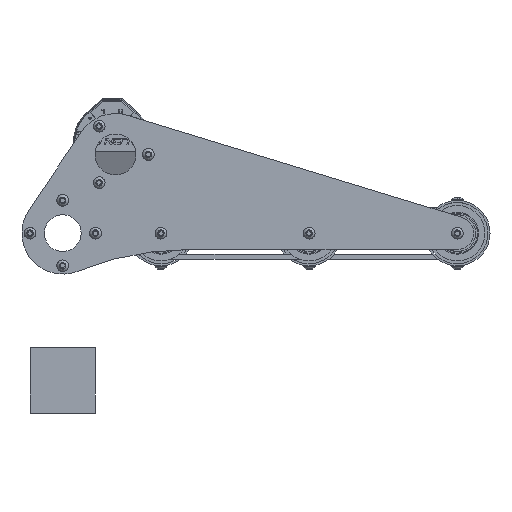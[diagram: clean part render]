
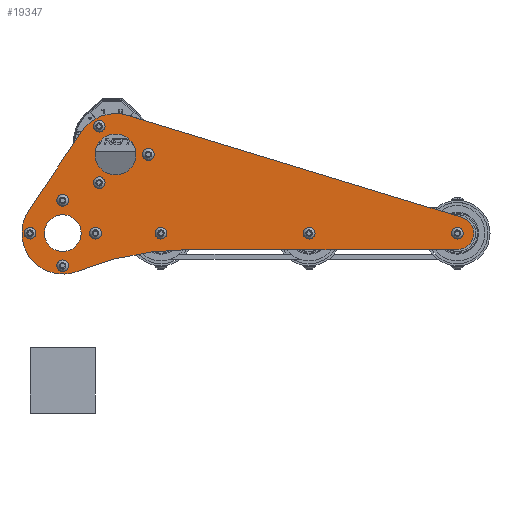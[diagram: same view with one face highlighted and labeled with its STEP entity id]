
A CAD part, left-side view. The second image highlights one B-rep face of the part: STEP entity #19347.
In plain terms, the highlighted planar face has unit normal (-1, 0, 0).
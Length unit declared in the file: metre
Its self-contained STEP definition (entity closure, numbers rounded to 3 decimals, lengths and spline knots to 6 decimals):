
#1282=LINE('',#36276,#2903);
#1287=LINE('',#36294,#2908);
#1291=LINE('',#36361,#2912);
#2903=VECTOR('',#24283,1.);
#2908=VECTOR('',#24302,1.);
#2912=VECTOR('',#24380,1.);
#4548=PLANE('',#21546);
#6583=ORIENTED_EDGE('',*,*,#11295,.T.);
#6584=ORIENTED_EDGE('',*,*,#11336,.F.);
#6585=ORIENTED_EDGE('',*,*,#11311,.F.);
#6586=ORIENTED_EDGE('',*,*,#11308,.F.);
#6587=ORIENTED_EDGE('',*,*,#11305,.F.);
#6588=ORIENTED_EDGE('',*,*,#11302,.T.);
#6589=ORIENTED_EDGE('',*,*,#11299,.F.);
#6590=ORIENTED_EDGE('',*,*,#11335,.T.);
#6591=ORIENTED_EDGE('',*,*,#11333,.T.);
#6592=ORIENTED_EDGE('',*,*,#11331,.T.);
#6593=ORIENTED_EDGE('',*,*,#11329,.T.);
#6594=ORIENTED_EDGE('',*,*,#11327,.T.);
#6595=ORIENTED_EDGE('',*,*,#11325,.T.);
#6596=ORIENTED_EDGE('',*,*,#11323,.T.);
#6597=ORIENTED_EDGE('',*,*,#11321,.T.);
#6598=ORIENTED_EDGE('',*,*,#11319,.T.);
#6599=ORIENTED_EDGE('',*,*,#11317,.T.);
#6600=ORIENTED_EDGE('',*,*,#11315,.T.);
#6601=ORIENTED_EDGE('',*,*,#11339,.T.);
#11295=EDGE_CURVE('',#13826,#13827,#15262,.T.);
#11299=EDGE_CURVE('',#13826,#13830,#1282,.T.);
#11302=EDGE_CURVE('',#13832,#13830,#15264,.T.);
#11305=EDGE_CURVE('',#13832,#13834,#15266,.T.);
#11308=EDGE_CURVE('',#13834,#13836,#1287,.T.);
#11311=EDGE_CURVE('',#13836,#13838,#15268,.T.);
#11315=EDGE_CURVE('',#13841,#13841,#15271,.T.);
#11317=EDGE_CURVE('',#13843,#13843,#15273,.T.);
#11319=EDGE_CURVE('',#13845,#13845,#15275,.T.);
#11321=EDGE_CURVE('',#13847,#13847,#15277,.T.);
#11323=EDGE_CURVE('',#13849,#13849,#15279,.T.);
#11325=EDGE_CURVE('',#13851,#13851,#15281,.T.);
#11327=EDGE_CURVE('',#13853,#13853,#15283,.T.);
#11329=EDGE_CURVE('',#13855,#13855,#15285,.T.);
#11331=EDGE_CURVE('',#13857,#13857,#15287,.T.);
#11333=EDGE_CURVE('',#13859,#13859,#15289,.T.);
#11335=EDGE_CURVE('',#13861,#13861,#15291,.T.);
#11336=EDGE_CURVE('',#13838,#13827,#1291,.T.);
#11339=EDGE_CURVE('',#13863,#13863,#15293,.T.);
#13826=VERTEX_POINT('',#36268);
#13827=VERTEX_POINT('',#36269);
#13830=VERTEX_POINT('',#36277);
#13832=VERTEX_POINT('',#36283);
#13834=VERTEX_POINT('',#36289);
#13836=VERTEX_POINT('',#36295);
#13838=VERTEX_POINT('',#36301);
#13841=VERTEX_POINT('',#36309);
#13843=VERTEX_POINT('',#36314);
#13845=VERTEX_POINT('',#36319);
#13847=VERTEX_POINT('',#36324);
#13849=VERTEX_POINT('',#36329);
#13851=VERTEX_POINT('',#36334);
#13853=VERTEX_POINT('',#36339);
#13855=VERTEX_POINT('',#36344);
#13857=VERTEX_POINT('',#36349);
#13859=VERTEX_POINT('',#36354);
#13861=VERTEX_POINT('',#36359);
#13863=VERTEX_POINT('',#36367);
#15262=CIRCLE('',#21495,0.0127);
#15264=CIRCLE('',#21499,0.2286);
#15266=CIRCLE('',#21502,0.03175);
#15268=CIRCLE('',#21506,0.03175);
#15271=CIRCLE('',#21510,0.002489);
#15273=CIRCLE('',#21513,0.002489);
#15275=CIRCLE('',#21516,0.015875);
#15277=CIRCLE('',#21519,0.002489);
#15279=CIRCLE('',#21522,0.002489);
#15281=CIRCLE('',#21525,0.002489);
#15283=CIRCLE('',#21528,0.014288);
#15285=CIRCLE('',#21531,0.002489);
#15287=CIRCLE('',#21534,0.002489);
#15289=CIRCLE('',#21537,0.002489);
#15291=CIRCLE('',#21540,0.002489);
#15293=CIRCLE('',#21544,0.002489);
#16340=EDGE_LOOP('',(#6583,#6584,#6585,#6586,#6587,#6588,#6589));
#16341=EDGE_LOOP('',(#6590));
#16342=EDGE_LOOP('',(#6591));
#16343=EDGE_LOOP('',(#6592));
#16344=EDGE_LOOP('',(#6593));
#16345=EDGE_LOOP('',(#6594));
#16346=EDGE_LOOP('',(#6595));
#16347=EDGE_LOOP('',(#6596));
#16348=EDGE_LOOP('',(#6597));
#16349=EDGE_LOOP('',(#6598));
#16350=EDGE_LOOP('',(#6599));
#16351=EDGE_LOOP('',(#6600));
#16352=EDGE_LOOP('',(#6601));
#17686=FACE_BOUND('',#16340,.T.);
#17687=FACE_BOUND('',#16341,.T.);
#17688=FACE_BOUND('',#16342,.T.);
#17689=FACE_BOUND('',#16343,.T.);
#17690=FACE_BOUND('',#16344,.T.);
#17691=FACE_BOUND('',#16345,.T.);
#17692=FACE_BOUND('',#16346,.T.);
#17693=FACE_BOUND('',#16347,.T.);
#17694=FACE_BOUND('',#16348,.T.);
#17695=FACE_BOUND('',#16349,.T.);
#17696=FACE_BOUND('',#16350,.T.);
#17697=FACE_BOUND('',#16351,.T.);
#17698=FACE_BOUND('',#16352,.T.);
#19347=ADVANCED_FACE('',(#17686,#17687,#17688,#17689,#17690,#17691,#17692,
#17693,#17694,#17695,#17696,#17697,#17698),#4548,.F.);
#21495=AXIS2_PLACEMENT_3D('',#36267,#24275,#24276);
#21499=AXIS2_PLACEMENT_3D('',#36282,#24288,#24289);
#21502=AXIS2_PLACEMENT_3D('',#36288,#24295,#24296);
#21506=AXIS2_PLACEMENT_3D('',#36300,#24307,#24308);
#21510=AXIS2_PLACEMENT_3D('',#36308,#24316,#24317);
#21513=AXIS2_PLACEMENT_3D('',#36313,#24322,#24323);
#21516=AXIS2_PLACEMENT_3D('',#36318,#24328,#24329);
#21519=AXIS2_PLACEMENT_3D('',#36323,#24334,#24335);
#21522=AXIS2_PLACEMENT_3D('',#36328,#24340,#24341);
#21525=AXIS2_PLACEMENT_3D('',#36333,#24346,#24347);
#21528=AXIS2_PLACEMENT_3D('',#36338,#24352,#24353);
#21531=AXIS2_PLACEMENT_3D('',#36343,#24358,#24359);
#21534=AXIS2_PLACEMENT_3D('',#36348,#24364,#24365);
#21537=AXIS2_PLACEMENT_3D('',#36353,#24370,#24371);
#21540=AXIS2_PLACEMENT_3D('',#36358,#24376,#24377);
#21544=AXIS2_PLACEMENT_3D('',#36366,#24386,#24387);
#21546=AXIS2_PLACEMENT_3D('',#36369,#24390,#24391);
#24275=DIRECTION('',(-1.,0.,0.));
#24276=DIRECTION('',(0.,0.,-1.));
#24283=DIRECTION('',(0.,1.,0.));
#24288=DIRECTION('',(1.,0.,0.));
#24289=DIRECTION('',(0.,0.,-1.));
#24295=DIRECTION('',(1.,0.,0.));
#24296=DIRECTION('',(0.,0.,-1.));
#24302=DIRECTION('',(0.,-0.557,0.831));
#24307=DIRECTION('',(1.,0.,0.));
#24308=DIRECTION('',(0.,0.,-1.));
#24316=DIRECTION('',(1.,0.,0.));
#24317=DIRECTION('',(0.,0.,-1.));
#24322=DIRECTION('',(1.,0.,0.));
#24323=DIRECTION('',(0.,0.,-1.));
#24328=DIRECTION('',(1.,0.,0.));
#24329=DIRECTION('',(0.,0.,-1.));
#24334=DIRECTION('',(1.,0.,0.));
#24335=DIRECTION('',(0.,0.,-1.));
#24340=DIRECTION('',(1.,0.,0.));
#24341=DIRECTION('',(0.,0.,-1.));
#24346=DIRECTION('',(1.,0.,0.));
#24347=DIRECTION('',(0.,0.,-1.));
#24352=DIRECTION('',(1.,0.,0.));
#24353=DIRECTION('',(0.,0.,-1.));
#24358=DIRECTION('',(1.,0.,0.));
#24359=DIRECTION('',(0.,0.,-1.));
#24364=DIRECTION('',(1.,0.,0.));
#24365=DIRECTION('',(0.,0.,-1.));
#24370=DIRECTION('',(1.,0.,0.));
#24371=DIRECTION('',(0.,0.,-1.));
#24376=DIRECTION('',(1.,0.,0.));
#24377=DIRECTION('',(0.,0.,-1.));
#24380=DIRECTION('',(0.,-0.956,-0.292));
#24386=DIRECTION('',(1.,0.,0.));
#24387=DIRECTION('',(0.,0.,-1.));
#24390=DIRECTION('',(1.,0.,0.));
#24391=DIRECTION('',(0.,1.,0.));
#36267=CARTESIAN_POINT('',(0.3048,-0.306211,0.1143));
#36268=CARTESIAN_POINT('',(0.3048,-0.306211,0.1016));
#36269=CARTESIAN_POINT('',(0.3048,-0.30992,0.126446));
#36276=CARTESIAN_POINT('',(0.3048,-0.201984,0.1016));
#36277=CARTESIAN_POINT('',(0.3048,-0.097757,0.1016));
#36282=CARTESIAN_POINT('',(0.3048,-0.097757,-0.127));
#36283=CARTESIAN_POINT('',(0.3048,-0.011922,0.084873));
#36288=CARTESIAN_POINT('',(0.3048,0.,0.1143));
#36289=CARTESIAN_POINT('',(0.3048,0.026373,0.131978));
#36294=CARTESIAN_POINT('',(0.3048,0.005904,0.162515));
#36295=CARTESIAN_POINT('',(0.3048,-0.014565,0.193053));
#36300=CARTESIAN_POINT('',(0.3048,-0.040939,0.175375));
#36301=CARTESIAN_POINT('',(0.3048,-0.05021,0.205741));
#36308=CARTESIAN_POINT('',(0.3048,-0.028239,0.197372));
#36309=CARTESIAN_POINT('',(0.3048,-0.028239,0.194882));
#36313=CARTESIAN_POINT('',(0.3048,-0.028239,0.153378));
#36314=CARTESIAN_POINT('',(0.3048,-0.028239,0.150888));
#36318=CARTESIAN_POINT('',(0.3048,-0.040939,0.175375));
#36319=CARTESIAN_POINT('',(0.3048,-0.040939,0.1595));
#36323=CARTESIAN_POINT('',(0.3048,-0.306211,0.1143));
#36324=CARTESIAN_POINT('',(0.3048,-0.306211,0.111811));
#36328=CARTESIAN_POINT('',(0.3048,-0.1912,0.1143));
#36329=CARTESIAN_POINT('',(0.3048,-0.1912,0.111811));
#36333=CARTESIAN_POINT('',(0.3048,-0.0762,0.1143));
#36334=CARTESIAN_POINT('',(0.3048,-0.0762,0.111811));
#36338=CARTESIAN_POINT('',(0.3048,0.,0.1143));
#36339=CARTESIAN_POINT('',(0.3048,0.,0.100013));
#36343=CARTESIAN_POINT('',(0.3048,0.,0.0889));
#36344=CARTESIAN_POINT('',(0.3048,0.,0.086411));
#36348=CARTESIAN_POINT('',(0.3048,0.0254,0.1143));
#36349=CARTESIAN_POINT('',(0.3048,0.0254,0.111811));
#36353=CARTESIAN_POINT('',(0.3048,0.,0.1397));
#36354=CARTESIAN_POINT('',(0.3048,0.,0.137211));
#36358=CARTESIAN_POINT('',(0.3048,-0.0254,0.1143));
#36359=CARTESIAN_POINT('',(0.3048,-0.0254,0.111811));
#36361=CARTESIAN_POINT('',(0.3048,-0.180065,0.166094));
#36366=CARTESIAN_POINT('',(0.3048,-0.066339,0.175375));
#36367=CARTESIAN_POINT('',(0.3048,-0.066339,0.172885));
#36369=CARTESIAN_POINT('',(0.3048,-0.143581,0.144837));
